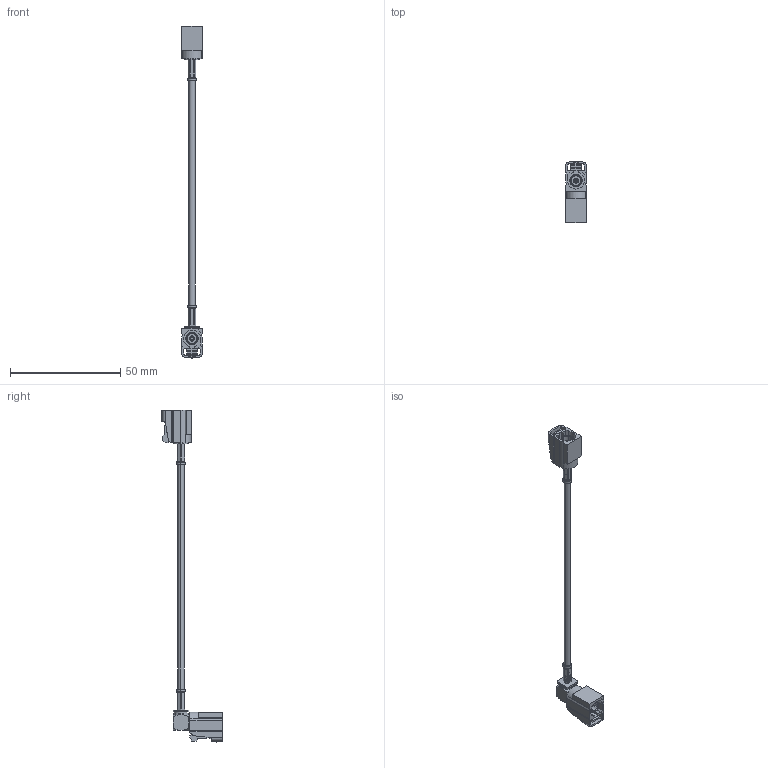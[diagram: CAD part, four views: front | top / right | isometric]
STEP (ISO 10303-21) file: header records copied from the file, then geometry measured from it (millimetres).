
FILE_DESCRIPTION (( 'STEP AP214' ), '1' );
FILE_NAME ('PE3C7911.step', '2021-11-18T19:29:53', ( '' ), ( '' ), 'SwSTEP 2.0', 'SolidWorks 2021', '' );
FILE_SCHEMA (( 'AUTOMOTIVE_DESIGN' ));
Length unit declared in the file: inch
Products named in the file (4): PE44648H^PE3C7911_H; RG174AU^PE3C7911_RG174A-U; PE44646B^PE3C7911_B-Crimped; PE3C7911
Assembly tree (3 placements, depth 2):
  PE3C7911
    RG174AU^PE3C7911_RG174A-U
    PE44646B^PE3C7911_B-Crimped
    PE44648H^PE3C7911_H
Bounding box: 9.4 x 27.58 x 150.37 mm (x, y, z)
Volume: 3440.4 mm3; surface area: 5060.6 mm2
Topology: 7 solids, 7 shells, 1101 faces, 3511 edges, 2326 vertices
Faces by surface type: bspline 505, cylinder 305, plane 247, cone 44
Entity records: 67156 total; most frequent: CARTESIAN_POINT 40732, ORIENTED_EDGE 7022, EDGE_CURVE 3511, DIRECTION 2846, VERTEX_POINT 2326, B_SPLINE_CURVE_WITH_KNOTS 1823, EDGE_LOOP 1251, FACE_OUTER_BOUND 1101
